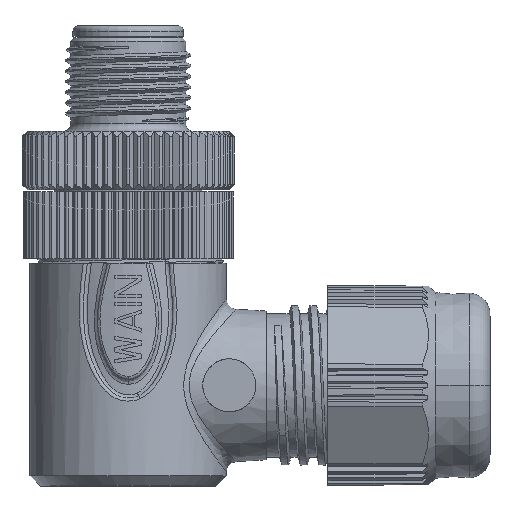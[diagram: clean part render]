
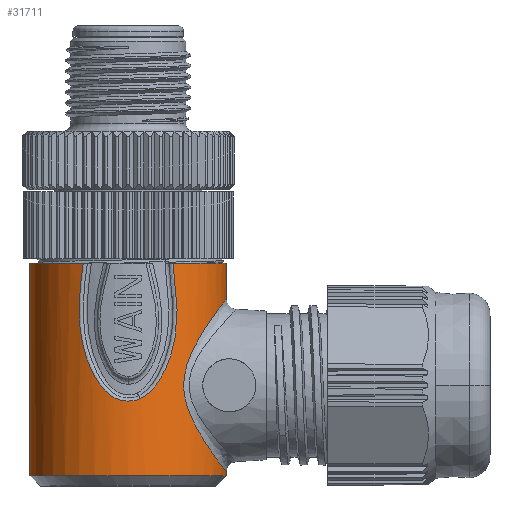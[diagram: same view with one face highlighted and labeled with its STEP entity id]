
A CAD part, top view. The second image highlights one B-rep face of the part: STEP entity #31711.
In plain terms, the highlighted cylindrical face has radius 9.25 mm (diameter 18.5 mm), a partial arc.
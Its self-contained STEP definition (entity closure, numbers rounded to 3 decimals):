
#10163=CARTESIAN_POINT('',(0.,-12.427,0.));
#10164=DIRECTION('',(0.,-1.,0.));
#10165=DIRECTION('',(-0.458,0.,0.889));
#10166=AXIS2_PLACEMENT_3D('',#10163,#10164,#10165);
#10259=CARTESIAN_POINT('',(0.,-12.427,0.));
#10260=DIRECTION('',(0.,-1.,0.));
#10261=DIRECTION('',(1.,0.,0.));
#10262=AXIS2_PLACEMENT_3D('',#10259,#10260,#10261);
#10291=CARTESIAN_POINT('',(1.155,-25.175,
9.178));
#10292=CARTESIAN_POINT('',(0.999,-25.246,
9.197));
#10293=CARTESIAN_POINT('',(0.675,-25.359,
9.23));
#10294=CARTESIAN_POINT('',(0.159,-25.431,
9.254));
#10295=CARTESIAN_POINT('',(-0.422,-25.407,
9.246));
#10296=CARTESIAN_POINT('',(-0.898,-25.294,
9.21));
#10297=CARTESIAN_POINT('',(-1.388,-25.078,
9.15));
#10298=CARTESIAN_POINT('',(-1.885,-24.732,
9.061));
#10299=CARTESIAN_POINT('',(-2.378,-24.244,
8.944));
#10300=CARTESIAN_POINT('',(-2.849,-23.614,
8.805));
#10301=CARTESIAN_POINT('',(-3.294,-22.848,
8.648));
#10302=CARTESIAN_POINT('',(-3.716,-21.951,
8.475));
#10303=CARTESIAN_POINT('',(-4.1,-20.894,
8.295));
#10304=CARTESIAN_POINT('',(-4.404,-19.644,
8.136));
#10305=CARTESIAN_POINT('',(-4.59,-18.178,
8.031));
#10306=CARTESIAN_POINT('',(-4.634,-16.492,
8.006));
#10307=CARTESIAN_POINT('',(-4.521,-14.587,
8.071));
#10308=CARTESIAN_POINT('',(-4.343,-13.172,
8.168));
#10309=CARTESIAN_POINT('',(-4.233,-12.427,
8.225));
#10311=CARTESIAN_POINT('',(4.228,-12.427,
8.227));
#10312=CARTESIAN_POINT('',(4.341,-13.142,
8.169));
#10313=CARTESIAN_POINT('',(4.513,-14.503,
8.075));
#10314=CARTESIAN_POINT('',(4.624,-16.335,
8.011));
#10315=CARTESIAN_POINT('',(4.598,-17.97,
8.027));
#10316=CARTESIAN_POINT('',(4.444,-19.406,
8.114));
#10317=CARTESIAN_POINT('',(4.174,-20.643,
8.257));
#10318=CARTESIAN_POINT('',(3.821,-21.695,
8.427));
#10319=CARTESIAN_POINT('',(3.422,-22.59,
8.597));
#10320=CARTESIAN_POINT('',(3.004,-23.362,
8.752));
#10321=CARTESIAN_POINT('',(2.563,-24.012,
8.892));
#10322=CARTESIAN_POINT('',(2.1,-24.535,
9.013));
#10323=CARTESIAN_POINT('',(1.624,-24.928,
9.111));
#10324=CARTESIAN_POINT('',(1.31,-25.105,
9.158));
#10325=CARTESIAN_POINT('',(1.155,-25.175,
9.178));
#10333=DIRECTION('',(0.,1.,0.));
#10334=VECTOR('',#10333,20.);
#10335=CARTESIAN_POINT('',(-9.25,-32.427,0.));
#10336=LINE('',#10335,#10334);
#10337=CARTESIAN_POINT('',(9.25,-15.753,
0.));
#10338=CARTESIAN_POINT('',(9.25,-15.753,
0.3));
#10339=CARTESIAN_POINT('',(9.221,-15.792,
0.907));
#10340=CARTESIAN_POINT('',(9.086,-15.97,
1.817));
#10341=CARTESIAN_POINT('',(8.854,-16.28,
2.735));
#10342=CARTESIAN_POINT('',(8.516,-16.739,
3.657));
#10343=CARTESIAN_POINT('',(8.063,-17.37,
4.572));
#10344=CARTESIAN_POINT('',(7.499,-18.188,
5.45));
#10345=CARTESIAN_POINT('',(6.84,-19.218,
6.252));
#10346=CARTESIAN_POINT('',(6.237,-20.292,
6.844));
#10347=CARTESIAN_POINT('',(5.772,-21.298,
7.234));
#10348=CARTESIAN_POINT('',(5.448,-22.249,
7.478));
#10349=CARTESIAN_POINT('',(5.27,-23.117,
7.602));
#10350=CARTESIAN_POINT('',(5.215,-23.927,
7.64));
#10351=CARTESIAN_POINT('',(5.27,-24.737,
7.602));
#10352=CARTESIAN_POINT('',(5.448,-25.605,
7.478));
#10353=CARTESIAN_POINT('',(5.772,-26.556,
7.234));
#10354=CARTESIAN_POINT('',(6.237,-27.561,
6.844));
#10355=CARTESIAN_POINT('',(6.84,-28.635,
6.252));
#10356=CARTESIAN_POINT('',(7.499,-29.665,
5.45));
#10357=CARTESIAN_POINT('',(8.063,-30.484,
4.572));
#10358=CARTESIAN_POINT('',(8.516,-31.115,
3.657));
#10359=CARTESIAN_POINT('',(8.854,-31.573,
2.735));
#10360=CARTESIAN_POINT('',(9.086,-31.883,
1.817));
#10361=CARTESIAN_POINT('',(9.221,-32.062,
0.907));
#10362=CARTESIAN_POINT('',(9.25,-32.1,
0.3));
#10363=CARTESIAN_POINT('',(9.25,-32.1,
0.));
#10365=DIRECTION('',(0.,-1.,0.));
#10366=VECTOR('',#10365,0.326);
#10367=CARTESIAN_POINT('',(9.25,-32.1,
0.));
#10368=LINE('',#10367,#10366);
#10380=CARTESIAN_POINT('',(0.,-32.427,0.));
#10381=DIRECTION('',(0.,1.,0.));
#10382=DIRECTION('',(-1.,0.,0.));
#10383=AXIS2_PLACEMENT_3D('',#10380,#10381,#10382);
#10476=DIRECTION('',(0.,1.,0.));
#10477=VECTOR('',#10476,3.326);
#10478=CARTESIAN_POINT('',(9.25,-15.753,
0.));
#10479=LINE('',#10478,#10477);
#10500=CARTESIAN_POINT('',(9.25,-32.1,
0.));
#18004=VERTEX_POINT('',#10500);
#18005=VERTEX_POINT('',#10337);
#18006=CARTESIAN_POINT('',(9.25,-32.427,0.));
#18007=CARTESIAN_POINT('',(-9.25,-32.427,0.));
#18008=VERTEX_POINT('',#18006);
#18009=VERTEX_POINT('',#18007);
#18010=CARTESIAN_POINT('',(9.25,-12.427,0.));
#18011=VERTEX_POINT('',#18010);
#18016=CARTESIAN_POINT('',(-9.25,-12.427,0.));
#18017=VERTEX_POINT('',#18016);
#18158=CARTESIAN_POINT('',(-4.233,-12.427,
8.225));
#18159=VERTEX_POINT('',#18158);
#18160=VERTEX_POINT('',#10291);
#18161=VERTEX_POINT('',#10311);
#31690=CARTESIAN_POINT('',(0.,-6.227,0.));
#31691=DIRECTION('',(0.,-1.,0.));
#31692=DIRECTION('',(-1.,0.,0.));
#31693=AXIS2_PLACEMENT_3D('',#31690,#31691,#31692);
#31694=CYLINDRICAL_SURFACE('',#31693,9.25);
#31696=ORIENTED_EDGE('',*,*,#31695,.F.);
#31698=ORIENTED_EDGE('',*,*,#31697,.T.);
#31699=ORIENTED_EDGE('',*,*,#31300,.F.);
#31700=ORIENTED_EDGE('',*,*,#31539,.F.);
#31701=ORIENTED_EDGE('',*,*,#31682,.F.);
#31702=ORIENTED_EDGE('',*,*,#31328,.F.);
#31704=ORIENTED_EDGE('',*,*,#31703,.F.);
#31706=ORIENTED_EDGE('',*,*,#31705,.T.);
#31708=ORIENTED_EDGE('',*,*,#31707,.T.);
#31709=EDGE_LOOP('',(#31696,#31698,#31699,#31700,#31701,#31702,#31704,#31706,
#31708));
#31710=FACE_OUTER_BOUND('',#31709,.F.);
#31711=ADVANCED_FACE('',(#31710),#31694,.T.);
#10167=CIRCLE('',#10166,9.25);
#10263=CIRCLE('',#10262,9.25);
#10310=B_SPLINE_CURVE_WITH_KNOTS('',3,(#10291,#10292,#10293,#10294,#10295,
#10296,#10297,#10298,#10299,#10300,#10301,#10302,#10303,#10304,#10305,#10306,
#10307,#10308,#10309),.UNSPECIFIED.,.F.,.F.,(4,1,1,1,1,1,1,1,1,1,1,1,1,1,1,1,4),
(0.,0.063,0.125,0.188,0.25,0.313,0.375,0.438,0.5,0.563,
0.625,0.688,0.75,0.813,0.875,0.938,1.),.UNSPECIFIED.);
#10326=B_SPLINE_CURVE_WITH_KNOTS('',3,(#10311,#10312,#10313,#10314,#10315,
#10316,#10317,#10318,#10319,#10320,#10321,#10322,#10323,#10324,#10325),
.UNSPECIFIED.,.F.,.F.,(4,1,1,1,1,1,1,1,1,1,1,1,4),(0.,0.083,
0.167,0.25,0.333,0.417,0.5,
0.583,0.667,0.75,0.833,0.917,
1.),.UNSPECIFIED.);
#10364=B_SPLINE_CURVE_WITH_KNOTS('',3,(#10337,#10338,#10339,#10340,#10341,
#10342,#10343,#10344,#10345,#10346,#10347,#10348,#10349,#10350,#10351,#10352,
#10353,#10354,#10355,#10356,#10357,#10358,#10359,#10360,#10361,#10362,#10363),
.UNSPECIFIED.,.F.,.F.,(4,1,1,1,1,1,1,1,1,1,1,1,1,1,1,1,1,1,1,1,1,1,1,1,4),(0.,
0.042,0.083,0.125,0.167,0.208,
0.25,0.292,0.333,0.375,0.417,
0.458,0.5,0.542,0.583,0.625,
0.667,0.708,0.75,0.792,0.833,
0.875,0.917,0.958,1.),.UNSPECIFIED.);
#10384=CIRCLE('',#10383,9.25);
#31300=EDGE_CURVE('',#18159,#18017,#10167,.T.);
#31328=EDGE_CURVE('',#18011,#18161,#10263,.T.);
#31539=EDGE_CURVE('',#18160,#18159,#10310,.T.);
#31682=EDGE_CURVE('',#18161,#18160,#10326,.T.);
#31695=EDGE_CURVE('',#18009,#18008,#10384,.T.);
#31697=EDGE_CURVE('',#18009,#18017,#10336,.T.);
#31703=EDGE_CURVE('',#18005,#18011,#10479,.T.);
#31705=EDGE_CURVE('',#18005,#18004,#10364,.T.);
#31707=EDGE_CURVE('',#18004,#18008,#10368,.T.);
